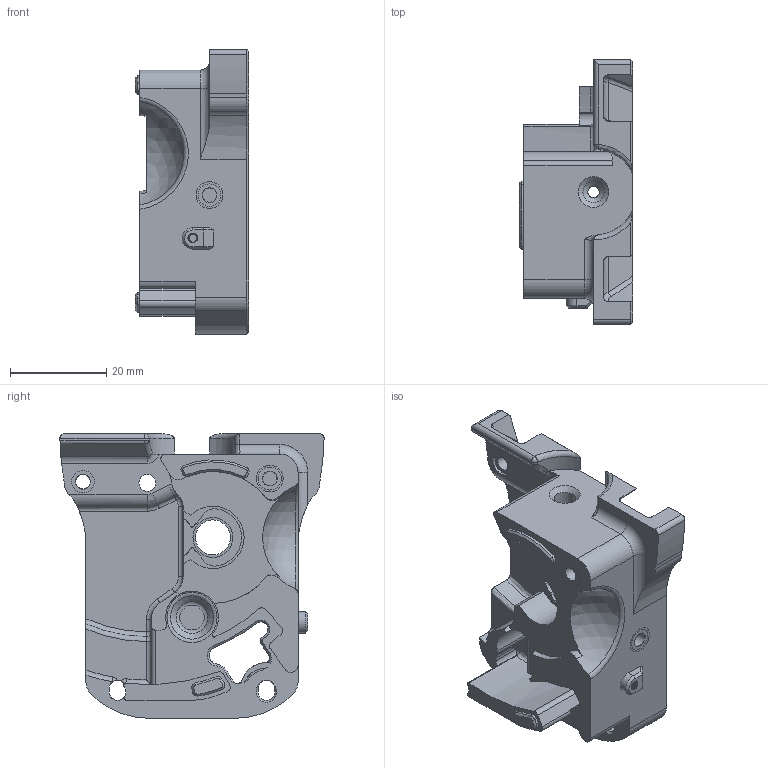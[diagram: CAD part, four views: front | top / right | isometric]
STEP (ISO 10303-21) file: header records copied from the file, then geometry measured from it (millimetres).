
FILE_DESCRIPTION(/* description */ (''),/* implementation_level */ '2;1');
FILE_NAME(/* name */ 'Main Body.step',/* time_stamp */ '2021-02-05T14:10:38-05:00',/* author */ (''),/* organization */ (''),/* preprocessor_version */ 'ST-DEVELOPER v18.1',/* originating_system */ 'Autodesk Translation Framework v9.7.1.1290',/* authorisation */ '');
FILE_SCHEMA (('AUTOMOTIVE_DESIGN { 1 0 10303 214 3 1 1 }'));
Length unit declared in the file: millimetre
Products named in the file (2): Main Body; M3 Threaded Insert Short v1
Assembly tree (4 placements, depth 2):
  Main Body
    M3 Threaded Insert Short v1  x4
Bounding box: 23.7 x 55.02 x 59.3 mm (x, y, z)
Volume: 27371 mm3; surface area: 12759.7 mm2
Topology: 5 solids, 5 shells, 1292 faces, 3647 edges, 2391 vertices
Faces by surface type: bspline 594, cylinder 460, plane 134, cone 82, torus 17, sphere 5
Full cylindrical faces by diameter (mm): 1.623 x5, 2.074 x2, 2.4 x2, 3 x4, 3.5 x1, 4.2 x1, 4.4 x1, 4.7 x3, 4.8 x1, 5.05 x4, 5.16 x4, 5.56 x4, 6 x1, 7.3 x1, 8.3 x1
Entity records: 23085 total; most frequent: CARTESIAN_POINT 8343, ORIENTED_EDGE 3266, DIRECTION 3012, EDGE_CURVE 1633, AXIS2_PLACEMENT_3D 1168, VERTEX_POINT 1050, LINE 676, VECTOR 676
